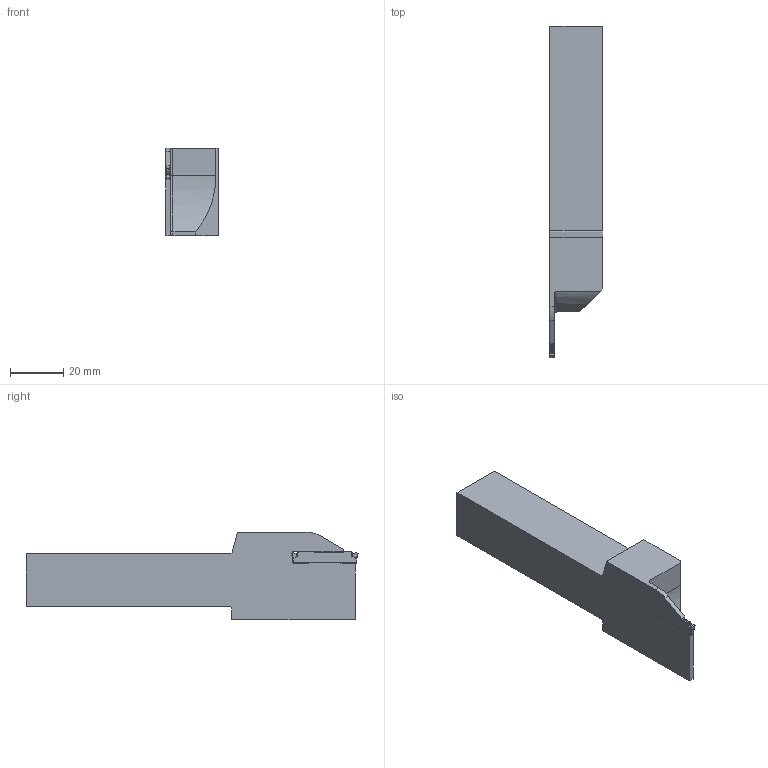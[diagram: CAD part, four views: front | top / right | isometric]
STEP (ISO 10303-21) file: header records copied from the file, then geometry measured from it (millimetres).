
FILE_DESCRIPTION(/* description */ (''),/* implementation_level */ '2;1');
FILE_NAME(/* name */ 'GL2-S2020KFL-24-80_sim.stp',/* time_stamp */ '2021-08-17T13:18:04+02:00',/* author */ (''),/* organization */ (''),/* preprocessor_version */ 'ST-DEVELOPER v16.7',/* originating_system */ 'SIEMENS PLM Software NX 12.0',/* authorisation */ '');
FILE_SCHEMA (('AUTOMOTIVE_DESIGN { 1 0 10303 214 3 1 1 1 }'));
Length unit declared in the file: millimetre
Products named in the file (1): hc720274B6E7ytwt
Bounding box: 20.05 x 125.03 x 33 mm (x, y, z)
Volume: 47435.7 mm3; surface area: 11600.1 mm2
Topology: 2 solids, 3 shells, 251 faces, 625 edges, 374 vertices
Faces by surface type: bspline 119, cylinder 67, plane 54, extrusion 6, sphere 3, torus 1, cone 1
Entity records: 9298 total; most frequent: CARTESIAN_POINT 4374, ORIENTED_EDGE 1230, DIRECTION 721, EDGE_CURVE 615, VERTEX_POINT 371, AXIS2_PLACEMENT_3D 261, ADVANCED_FACE 251, EDGE_LOOP 251
